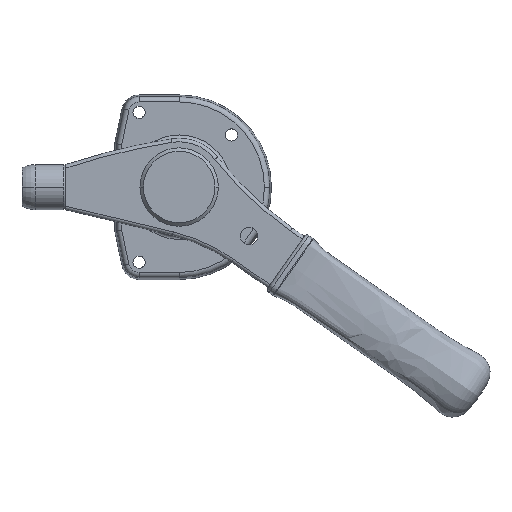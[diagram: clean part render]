
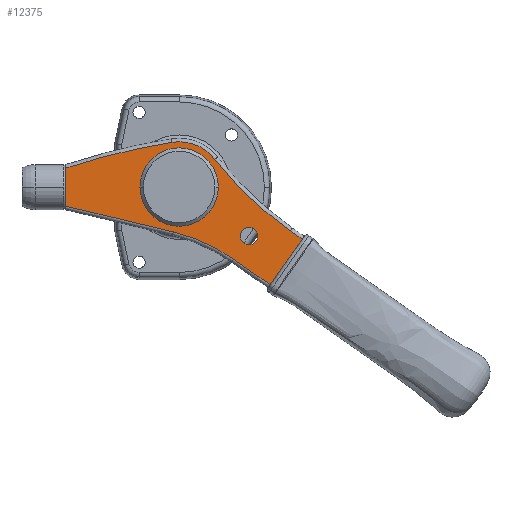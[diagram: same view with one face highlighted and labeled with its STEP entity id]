
A CAD part, top view. The second image highlights one B-rep face of the part: STEP entity #12375.
In plain terms, the highlighted planar face has unit normal (0, 0, 1).
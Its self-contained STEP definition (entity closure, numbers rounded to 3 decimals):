
#6424 = CARTESIAN_POINT ( 'NONE',  ( 13.1, 0., 13. ) ) ;
#6425 = DIRECTION ( 'NONE',  ( 1., 0., 0. ) ) ;
#6426 = DIRECTION ( 'NONE',  ( 0., 0., 1. ) ) ;
#6427 = CARTESIAN_POINT ( 'NONE',  ( 0., 0., 13. ) ) ;
#6428 = AXIS2_PLACEMENT_3D ( 'NONE', #6427, #6426, #6425 ) ;
#6429 = CIRCLE ( 'NONE', #6428, 13.1 ) ;
#6430 = CARTESIAN_POINT ( 'NONE',  ( -13.1, 0., 13. ) ) ;
#6532 = CARTESIAN_POINT ( 'NONE',  ( 35.088, -28.105, 13. ) ) ;
#6661 = CARTESIAN_POINT ( 'NONE',  ( 45.188, -28.105, 13. ) ) ;
#6662 = DIRECTION ( 'NONE',  ( 1., 0., 0. ) ) ;
#6663 = DIRECTION ( 'NONE',  ( 0., 0., 1. ) ) ;
#6664 = CARTESIAN_POINT ( 'NONE',  ( 40.138, -28.105, 13. ) ) ;
#6665 = AXIS2_PLACEMENT_3D ( 'NONE', #6664, #6663, #6662 ) ;
#6666 = CIRCLE ( 'NONE', #6665, 5.05 ) ;
#6674 = CARTESIAN_POINT ( 'NONE',  ( 52.259, -56.125, 13. ) ) ;
#6675 = DIRECTION ( 'NONE',  ( 0.574, 0.819, 0. ) ) ;
#6676 = VECTOR ( 'NONE', #6675, 1000. ) ;
#6677 = CARTESIAN_POINT ( 'NONE',  ( 51.112, -57.763, 13. ) ) ;
#6678 = LINE ( 'NONE', #6677, #6676 ) ;
#6679 = CARTESIAN_POINT ( 'NONE',  ( 70.614, -29.912, 13. ) ) ;
#6759 = CARTESIAN_POINT ( 'NONE',  ( 40.138, -28.105, 13. ) ) ;
#6821 = DIRECTION ( 'NONE',  ( 1., 0., 0. ) ) ;
#6822 = DIRECTION ( 'NONE',  ( 0., 0., 1. ) ) ;
#6823 = AXIS2_PLACEMENT_3D ( 'NONE', #6759, #6822, #6821 ) ;
#6824 = CIRCLE ( 'NONE', #6823, 5.05 ) ;
#6829 = CARTESIAN_POINT ( 'NONE',  ( -65., 10.896, 13. ) ) ;
#6830 = DIRECTION ( 'NONE',  ( 0., -1., 0. ) ) ;
#6831 = VECTOR ( 'NONE', #6830, 1000. ) ;
#6832 = CARTESIAN_POINT ( 'NONE',  ( -65., -13., 13. ) ) ;
#6833 = LINE ( 'NONE', #6832, #6831 ) ;
#6834 = CARTESIAN_POINT ( 'NONE',  ( -65., -10.943, 13. ) ) ;
#7051 = CARTESIAN_POINT ( 'NONE',  ( 31.227, -41.398, 13. ) ) ;
#7052 = DIRECTION ( 'NONE',  ( 1., 0., 0. ) ) ;
#7053 = DIRECTION ( 'NONE',  ( 0., 0., -1. ) ) ;
#7054 = CARTESIAN_POINT ( 'NONE',  ( -27.278, -124.951, 13. ) ) ;
#7055 = AXIS2_PLACEMENT_3D ( 'NONE', #7054, #7053, #7052 ) ;
#7056 = CIRCLE ( 'NONE', #7055, 102. ) ;
#7057 = CARTESIAN_POINT ( 'NONE',  ( -3.384, -25.789, 13. ) ) ;
#7058 = DIRECTION ( 'NONE',  ( 0.972, -0.234, 0. ) ) ;
#7059 = VECTOR ( 'NONE', #7058, 1000. ) ;
#7060 = CARTESIAN_POINT ( 'NONE',  ( -3.384, -25.789, 13. ) ) ;
#7061 = LINE ( 'NONE', #7060, #7059 ) ;
#7095 = DIRECTION ( 'NONE',  ( 1., 0., 0. ) ) ;
#7096 = DIRECTION ( 'NONE',  ( 0., 0., 1. ) ) ;
#7097 = CARTESIAN_POINT ( 'NONE',  ( 0., 0., 13. ) ) ;
#7098 = AXIS2_PLACEMENT_3D ( 'NONE', #7097, #7096, #7095 ) ;
#7099 = CIRCLE ( 'NONE', #7098, 13.1 ) ;
#7125 = CARTESIAN_POINT ( 'NONE',  ( -4.125, 25.671, 13. ) ) ;
#7126 = DIRECTION ( 'NONE',  ( 1., 0., 0. ) ) ;
#7127 = DIRECTION ( 'NONE',  ( 0., 0., 1. ) ) ;
#7128 = CARTESIAN_POINT ( 'NONE',  ( 0., 0., 13. ) ) ;
#7129 = AXIS2_PLACEMENT_3D ( 'NONE', #7128, #7127, #7126 ) ;
#7130 = CIRCLE ( 'NONE', #7129, 26. ) ;
#7131 = CARTESIAN_POINT ( 'NONE',  ( 20.497, 15.996, 13. ) ) ;
#7132 = DIRECTION ( 'NONE',  ( 1., 0., 0. ) ) ;
#7133 = DIRECTION ( 'NONE',  ( 0., 0., -1. ) ) ;
#7134 = CARTESIAN_POINT ( 'NONE',  ( 179.745, 140.27, 13. ) ) ;
#7135 = AXIS2_PLACEMENT_3D ( 'NONE', #7134, #7133, #7132 ) ;
#7136 = CIRCLE ( 'NONE', #7135, 202. ) ;
#7137 = CARTESIAN_POINT ( 'NONE',  ( 63.883, -25.199, 13. ) ) ;
#7138 = DIRECTION ( 'NONE',  ( -0.819, 0.574, 0. ) ) ;
#7139 = VECTOR ( 'NONE', #7138, 1000. ) ;
#7140 = CARTESIAN_POINT ( 'NONE',  ( 63.883, -25.199, 13. ) ) ;
#7141 = LINE ( 'NONE', #7140, #7139 ) ;
#7142 = DIRECTION ( 'NONE',  ( 0.819, -0.574, 0. ) ) ;
#7143 = VECTOR ( 'NONE', #7142, 1000. ) ;
#7144 = CARTESIAN_POINT ( 'NONE',  ( 52.259, -56.125, 13. ) ) ;
#7145 = LINE ( 'NONE', #7144, #7143 ) ;
#7173 = DIRECTION ( 'NONE',  ( 1., 0., 0. ) ) ;
#7174 = DIRECTION ( 'NONE',  ( 0., 0., 1. ) ) ;
#7175 = CARTESIAN_POINT ( 'NONE',  ( -27.278, -124.951, 13. ) ) ;
#7176 = AXIS2_PLACEMENT_3D ( 'NONE', #7175, #7174, #7173 ) ;
#7177 = PLANE ( 'NONE',  #7176 ) ;
#7178 = FACE_BOUND ( 'NONE', #12322, .T. ) ;
#7179 = FACE_BOUND ( 'NONE', #12367, .T. ) ;
#7180 = FACE_OUTER_BOUND ( 'NONE', #12378, .T. ) ;
#7185 = DIRECTION ( 'NONE',  ( 1., 0., 0. ) ) ;
#7186 = DIRECTION ( 'NONE',  ( 0., 0., 1. ) ) ;
#7187 = CARTESIAN_POINT ( 'NONE',  ( 59.019, -367.288, 13. ) ) ;
#7188 = AXIS2_PLACEMENT_3D ( 'NONE', #7187, #7186, #7185 ) ;
#7189 = CIRCLE ( 'NONE', #7188, 398. ) ;
#11757 = VERTEX_POINT ( 'NONE', #6430 ) ;
#11760 = EDGE_CURVE ( 'NONE', #11757, #11762, #6429, .T. ) ;
#11762 = VERTEX_POINT ( 'NONE', #6424 ) ;
#11812 = VERTEX_POINT ( 'NONE', #6532 ) ;
#11906 = VERTEX_POINT ( 'NONE', #6679 ) ;
#11910 = EDGE_CURVE ( 'NONE', #11912, #11906, #6678, .T. ) ;
#11912 = VERTEX_POINT ( 'NONE', #6674 ) ;
#11923 = EDGE_CURVE ( 'NONE', #11812, #11925, #6666, .T. ) ;
#11925 = VERTEX_POINT ( 'NONE', #6661 ) ;
#12015 = EDGE_CURVE ( 'NONE', #11925, #11812, #6824, .T. ) ;
#12051 = VERTEX_POINT ( 'NONE', #6834 ) ;
#12055 = EDGE_CURVE ( 'NONE', #12057, #12051, #6833, .T. ) ;
#12057 = VERTEX_POINT ( 'NONE', #6829 ) ;
#12218 = ORIENTED_EDGE ( 'NONE', *, *, #12055, .T. ) ;
#12219 = ORIENTED_EDGE ( 'NONE', *, *, #12221, .T. ) ;
#12221 = EDGE_CURVE ( 'NONE', #12051, #12223, #7061, .T. ) ;
#12223 = VERTEX_POINT ( 'NONE', #7057 ) ;
#12225 = ORIENTED_EDGE ( 'NONE', *, *, #12227, .T. ) ;
#12227 = EDGE_CURVE ( 'NONE', #12223, #12228, #7056, .T. ) ;
#12228 = VERTEX_POINT ( 'NONE', #7051 ) ;
#12230 = ORIENTED_EDGE ( 'NONE', *, *, #12342, .T. ) ;
#12317 = ORIENTED_EDGE ( 'NONE', *, *, #12015, .F. ) ;
#12319 = ORIENTED_EDGE ( 'NONE', *, *, #11923, .F. ) ;
#12322 = EDGE_LOOP ( 'NONE', ( #12324, #12327 ) ) ;
#12324 = ORIENTED_EDGE ( 'NONE', *, *, #12325, .F. ) ;
#12325 = EDGE_CURVE ( 'NONE', #11762, #11757, #7099, .T. ) ;
#12327 = ORIENTED_EDGE ( 'NONE', *, *, #11760, .F. ) ;
#12342 = EDGE_CURVE ( 'NONE', #12228, #11912, #7145, .T. ) ;
#12344 = ORIENTED_EDGE ( 'NONE', *, *, #11910, .T. ) ;
#12346 = ORIENTED_EDGE ( 'NONE', *, *, #12348, .T. ) ;
#12348 = EDGE_CURVE ( 'NONE', #11906, #12349, #7141, .T. ) ;
#12349 = VERTEX_POINT ( 'NONE', #7137 ) ;
#12351 = ORIENTED_EDGE ( 'NONE', *, *, #12353, .T. ) ;
#12353 = EDGE_CURVE ( 'NONE', #12349, #12355, #7136, .T. ) ;
#12355 = VERTEX_POINT ( 'NONE', #7131 ) ;
#12357 = ORIENTED_EDGE ( 'NONE', *, *, #12358, .T. ) ;
#12358 = EDGE_CURVE ( 'NONE', #12355, #12360, #7130, .T. ) ;
#12360 = VERTEX_POINT ( 'NONE', #7125 ) ;
#12362 = ORIENTED_EDGE ( 'NONE', *, *, #12364, .T. ) ;
#12364 = EDGE_CURVE ( 'NONE', #12360, #12057, #7189, .T. ) ;
#12367 = EDGE_LOOP ( 'NONE', ( #12317, #12319 ) ) ;
#12375 = ADVANCED_FACE ( 'NONE', ( #7180, #7179, #7178 ), #7177, .T. ) ;
#12378 = EDGE_LOOP ( 'NONE', ( #12218, #12219, #12225, #12230, #12344, #12346, #12351, #12357, #12362 ) ) ;
